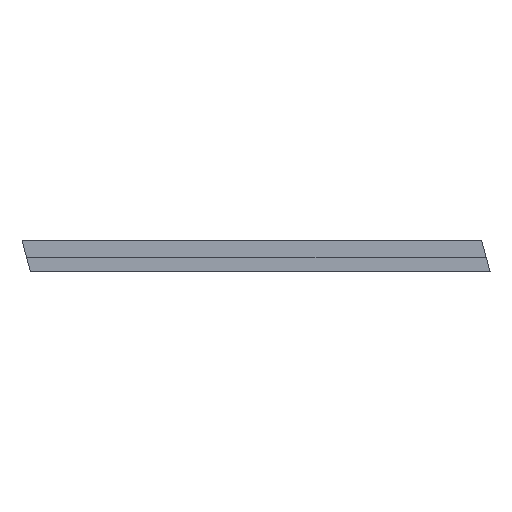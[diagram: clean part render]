
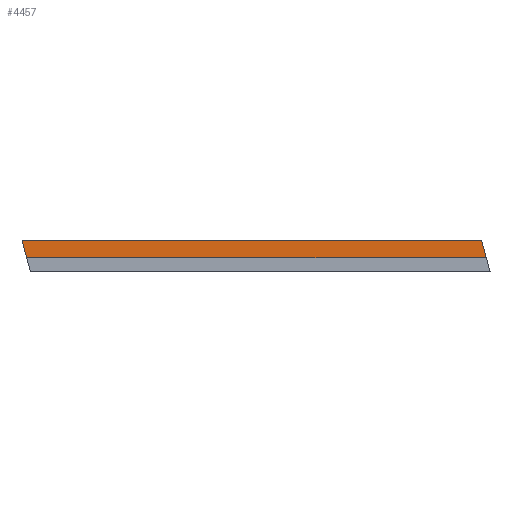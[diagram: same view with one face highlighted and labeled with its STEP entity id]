
A CAD part, left-side view. The second image highlights one B-rep face of the part: STEP entity #4457.
In plain terms, the highlighted planar face has unit normal (-1, 0, 0).
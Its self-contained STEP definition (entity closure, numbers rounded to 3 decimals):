
#3665 = EDGE_CURVE('',#3666,#3668,#3670,.T.);
#3666 = VERTEX_POINT('',#3667);
#3667 = CARTESIAN_POINT('',(2.,1.072,4.));
#3668 = VERTEX_POINT('',#3669);
#3669 = CARTESIAN_POINT('',(2.,60.,4.));
#3670 = LINE('',#3671,#3672);
#3671 = CARTESIAN_POINT('',(2.,0.,4.));
#3672 = VECTOR('',#3673,1.);
#3673 = DIRECTION('',(0.,1.,0.));
#4457 = ADVANCED_FACE('',(#4458),#4483,.F.);
#4458 = FACE_BOUND('',#4459,.F.);
#4459 = EDGE_LOOP('',(#4460,#4461,#4469,#4477));
#4460 = ORIENTED_EDGE('',*,*,#3665,.F.);
#4461 = ORIENTED_EDGE('',*,*,#4462,.F.);
#4462 = EDGE_CURVE('',#4463,#3666,#4465,.T.);
#4463 = VERTEX_POINT('',#4464);
#4464 = CARTESIAN_POINT('',(2.,0.482,1.8));
#4465 = LINE('',#4466,#4467);
#4466 = CARTESIAN_POINT('',(2.,1.036,3.866));
#4467 = VECTOR('',#4468,1.);
#4468 = DIRECTION('',(0.,0.259,0.966));
#4469 = ORIENTED_EDGE('',*,*,#4470,.T.);
#4470 = EDGE_CURVE('',#4463,#4471,#4473,.T.);
#4471 = VERTEX_POINT('',#4472);
#4472 = CARTESIAN_POINT('',(2.,59.411,1.8));
#4473 = LINE('',#4474,#4475);
#4474 = CARTESIAN_POINT('',(2.,0.,1.8));
#4475 = VECTOR('',#4476,1.);
#4476 = DIRECTION('',(0.,1.,0.));
#4477 = ORIENTED_EDGE('',*,*,#4478,.F.);
#4478 = EDGE_CURVE('',#3668,#4471,#4479,.T.);
#4479 = LINE('',#4480,#4481);
#4480 = CARTESIAN_POINT('',(2.,57.454,-5.5));
#4481 = VECTOR('',#4482,1.);
#4482 = DIRECTION('',(0.,-0.259,-0.966));
#4483 = PLANE('',#4484);
#4484 = AXIS2_PLACEMENT_3D('',#4485,#4486,#4487);
#4485 = CARTESIAN_POINT('',(2.,0.,4.));
#4486 = DIRECTION('',(1.,0.,0.));
#4487 = DIRECTION('',(0.,1.,0.));
